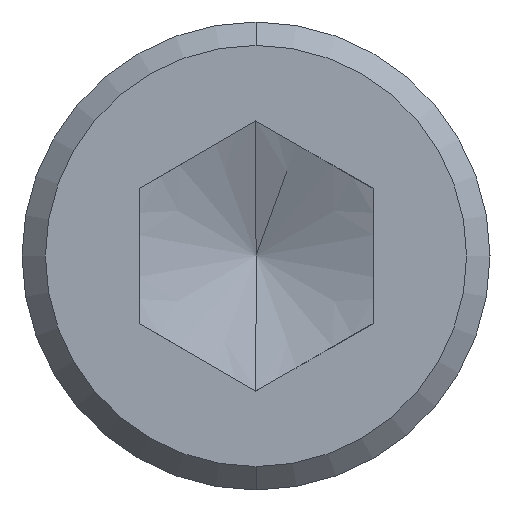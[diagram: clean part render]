
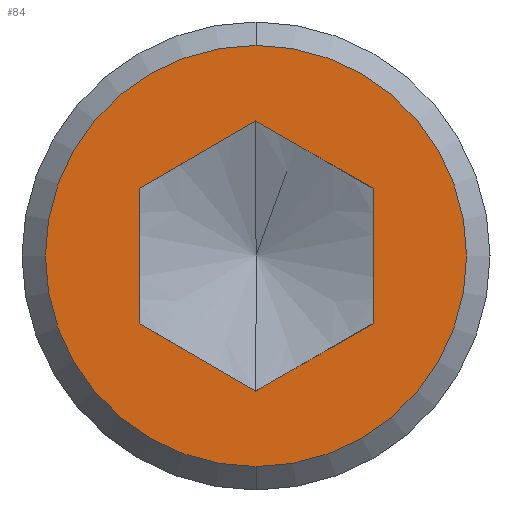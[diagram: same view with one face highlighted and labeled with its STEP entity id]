
A CAD part, left-side view. The second image highlights one B-rep face of the part: STEP entity #84.
In plain terms, the highlighted planar face has unit normal (-1, 0, 0).
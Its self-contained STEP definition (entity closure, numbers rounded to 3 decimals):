
#84=ADVANCED_FACE('',(#167,#168),#169,.T.);
#167=FACE_BOUND('',#246,.T.);
#168=FACE_OUTER_BOUND('',#247,.T.);
#169=PLANE('',#248);
#246=EDGE_LOOP('',(#408,#409,#410,#411,#412,#413));
#247=EDGE_LOOP('',(#414,#415));
#248=AXIS2_PLACEMENT_3D('',#416,#417,#418);
#408=ORIENTED_EDGE('',*,*,#494,.T.);
#409=ORIENTED_EDGE('',*,*,#500,.T.);
#410=ORIENTED_EDGE('',*,*,#513,.T.);
#411=ORIENTED_EDGE('',*,*,#510,.T.);
#412=ORIENTED_EDGE('',*,*,#505,.T.);
#413=ORIENTED_EDGE('',*,*,#502,.T.);
#414=ORIENTED_EDGE('',*,*,#467,.F.);
#415=ORIENTED_EDGE('',*,*,#515,.F.);
#416=CARTESIAN_POINT('',(-5.8,0.0,0.675));
#417=DIRECTION('',(-1.0,0.0,0.));
#418=DIRECTION('',(0.,0.0,-1.0));
#467=EDGE_CURVE('',#546,#548,#549,.T.);
#494=EDGE_CURVE('',#589,#587,#590,.T.);
#500=EDGE_CURVE('',#587,#596,#598,.T.);
#502=EDGE_CURVE('',#600,#589,#601,.T.);
#505=EDGE_CURVE('',#604,#600,#605,.T.);
#510=EDGE_CURVE('',#610,#604,#611,.T.);
#513=EDGE_CURVE('',#596,#610,#614,.T.);
#515=EDGE_CURVE('',#548,#546,#616,.T.);
#546=VERTEX_POINT('',#653);
#548=VERTEX_POINT('',#656);
#549=CIRCLE('',#657,1.35);
#587=VERTEX_POINT('',#729);
#589=VERTEX_POINT('',#732);
#590=LINE('',#733,#734);
#596=VERTEX_POINT('',#759);
#598=LINE('',#762,#763);
#600=VERTEX_POINT('',#765);
#601=LINE('',#766,#767);
#604=VERTEX_POINT('',#771);
#605=LINE('',#772,#773);
#610=VERTEX_POINT('',#788);
#611=LINE('',#789,#790);
#614=LINE('',#794,#795);
#616=CIRCLE('',#797,1.35);
#653=CARTESIAN_POINT('',(-5.8,0.0,1.35));
#656=CARTESIAN_POINT('',(-5.8,0.,-1.35));
#657=AXIS2_PLACEMENT_3D('',#825,#826,#827);
#729=CARTESIAN_POINT('',(-5.8,0.75,-0.433));
#732=CARTESIAN_POINT('',(-5.8,0.,-0.866));
#733=CARTESIAN_POINT('',(-5.8,0.521,-0.565));
#734=VECTOR('',#857,1.0);
#759=CARTESIAN_POINT('',(-5.8,0.75,0.433));
#762=CARTESIAN_POINT('',(-5.8,0.75,0.338));
#763=VECTOR('',#860,1.0);
#765=CARTESIAN_POINT('',(-5.8,-0.75,-0.433));
#766=CARTESIAN_POINT('',(-5.8,-0.521,-0.565));
#767=VECTOR('',#861,1.0);
#771=CARTESIAN_POINT('',(-5.8,-0.75,0.433));
#772=CARTESIAN_POINT('',(-5.8,-0.75,0.338));
#773=VECTOR('',#863,1.0);
#788=CARTESIAN_POINT('',(-5.8,0.,0.866));
#789=CARTESIAN_POINT('',(-5.8,-0.229,0.734));
#790=VECTOR('',#865,1.0);
#794=CARTESIAN_POINT('',(-5.8,0.229,0.734));
#795=VECTOR('',#867,1.0);
#797=AXIS2_PLACEMENT_3D('',#868,#869,#870);
#825=CARTESIAN_POINT('',(-5.8,0.0,0.0));
#826=DIRECTION('',(1.0,0.0,-0.0));
#827=DIRECTION('',(0.0,0.0,1.0));
#857=DIRECTION('',(0.,0.866,0.5));
#860=DIRECTION('',(0.,-0.0,1.0));
#861=DIRECTION('',(0.,0.866,-0.5));
#863=DIRECTION('',(0.,-0.0,-1.0));
#865=DIRECTION('',(0.,-0.866,-0.5));
#867=DIRECTION('',(0.,-0.866,0.5));
#868=CARTESIAN_POINT('',(-5.8,0.0,0.0));
#869=DIRECTION('',(1.0,0.0,-0.0));
#870=DIRECTION('',(0.0,0.0,1.0));
